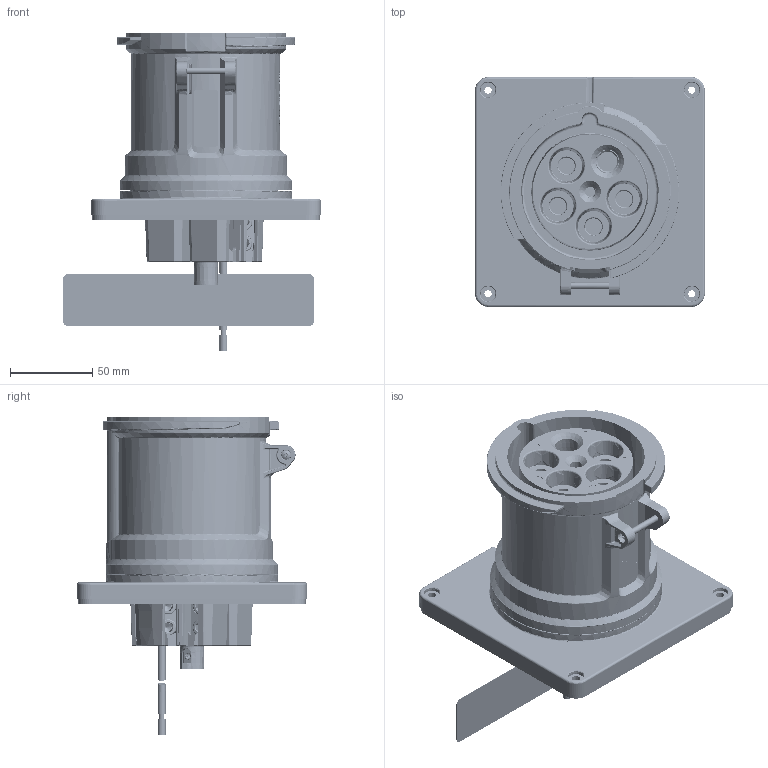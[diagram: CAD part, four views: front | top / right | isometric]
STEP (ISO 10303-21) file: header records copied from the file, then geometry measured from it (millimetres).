
FILE_DESCRIPTION (( 'STEP AP214' ), '1' );
FILE_NAME ('ORB6492-M07-OPEN.STEP', '2023-06-06T12:25:49', ( '' ), ( '' ), 'SwSTEP 2.0', 'SolidWorks 2020', '' );
FILE_SCHEMA (( 'AUTOMOTIVE_DESIGN' ));
Length unit declared in the file: inch
Products named in the file (1): ORB6492-M07-OPEN
Bounding box: 156.66 x 139.7 x 193.72 mm (x, y, z)
Volume: 675256.7 mm3; surface area: 299300.9 mm2
Topology: 20 solids, 36 shells, 4901 faces, 11983 edges, 7284 vertices
Faces by surface type: plane 1707, bspline 1477, cylinder 977, cone 331, sphere 205, torus 204
Full cylindrical faces by diameter (mm): 2.261 x1, 2.362 x1, 2.539 x2, 3.302 x3, 3.969 x1, 4.318 x4, 4.775 x3, 5.105 x3, 5.334 x10, 5.563 x1, 6.05 x2, 7.066 x1, 8.331 x1, 9.921 x15, 10.084 x8, 11.1 x4, 11.354 x4, 12.09 x2, 12.54 x4, 13.106 x1, 14.54 x1, 101.6 x1
Entity records: 280782 total; most frequent: CARTESIAN_POINT 118337, ORIENTED_EDGE 22848, DIRECTION 16706, EDGE_CURVE 11424, VERTEX_POINT 7117, AXIS2_PLACEMENT_3D 6098, EDGE_LOOP 5463, FACE_OUTER_BOUND 5019
